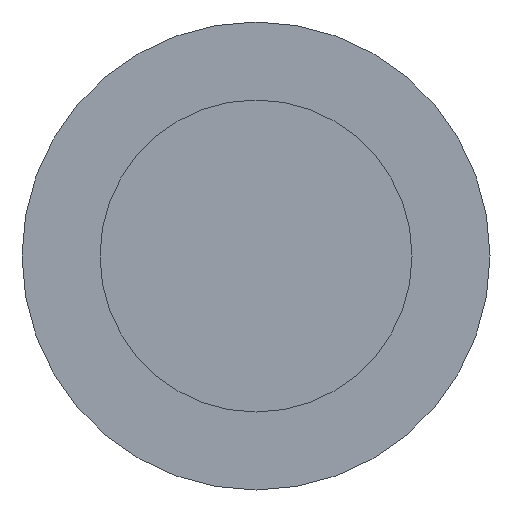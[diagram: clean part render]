
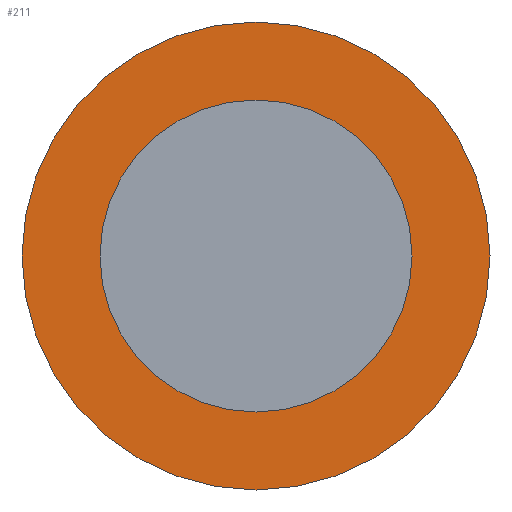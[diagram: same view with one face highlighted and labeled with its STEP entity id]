
A CAD part, front view. The second image highlights one B-rep face of the part: STEP entity #211.
In plain terms, the highlighted planar face has unit normal (0, -1, 0).
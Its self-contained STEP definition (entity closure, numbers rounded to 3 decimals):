
#4 = CARTESIAN_POINT ( 'NONE',  ( 0., -1., 1. ) ) ;
#5 = EDGE_LOOP ( 'NONE', ( #23, #161 ) ) ;
#10 = DIRECTION ( 'NONE',  ( 0., 1., 0. ) ) ;
#23 = ORIENTED_EDGE ( 'NONE', *, *, #205, .F. ) ;
#25 = DIRECTION ( 'NONE',  ( 0., 1., 0. ) ) ;
#34 = CIRCLE ( 'NONE', #53, 1.5 ) ;
#35 = AXIS2_PLACEMENT_3D ( 'NONE', #139, #160, #86 ) ;
#44 = DIRECTION ( 'NONE',  ( 0., 0., -1. ) ) ;
#46 = VERTEX_POINT ( 'NONE', #244 ) ;
#51 = VERTEX_POINT ( 'NONE', #4 ) ;
#52 = EDGE_CURVE ( 'NONE', #194, #46, #183, .T. ) ;
#53 = AXIS2_PLACEMENT_3D ( 'NONE', #249, #10, #185 ) ;
#66 = FACE_BOUND ( 'NONE', #5, .T. ) ;
#67 = CIRCLE ( 'NONE', #35, 1. ) ;
#81 = DIRECTION ( 'NONE',  ( 0., 1., 0. ) ) ;
#83 = CARTESIAN_POINT ( 'NONE',  ( 0., -1., -1. ) ) ;
#86 = DIRECTION ( 'NONE',  ( 0., 0., -1. ) ) ;
#89 = EDGE_CURVE ( 'NONE', #46, #194, #34, .T. ) ;
#90 = PLANE ( 'NONE',  #166 ) ;
#102 = CARTESIAN_POINT ( 'NONE',  ( 0., -1., 1.5 ) ) ;
#103 = AXIS2_PLACEMENT_3D ( 'NONE', #158, #240, #44 ) ;
#122 = CARTESIAN_POINT ( 'NONE',  ( 0., -1., 0. ) ) ;
#139 = CARTESIAN_POINT ( 'NONE',  ( 0., -1., 0. ) ) ;
#148 = CARTESIAN_POINT ( 'NONE',  ( 0., -1., 0. ) ) ;
#154 = ORIENTED_EDGE ( 'NONE', *, *, #52, .F. ) ;
#158 = CARTESIAN_POINT ( 'NONE',  ( 0., -1., 0. ) ) ;
#160 = DIRECTION ( 'NONE',  ( 0., -1., 0. ) ) ;
#161 = ORIENTED_EDGE ( 'NONE', *, *, #171, .F. ) ;
#166 = AXIS2_PLACEMENT_3D ( 'NONE', #148, #25, #167 ) ;
#167 = DIRECTION ( 'NONE',  ( 0., 0., 1. ) ) ;
#171 = EDGE_CURVE ( 'NONE', #181, #51, #67, .T. ) ;
#176 = EDGE_LOOP ( 'NONE', ( #154, #239 ) ) ;
#181 = VERTEX_POINT ( 'NONE', #83 ) ;
#183 = CIRCLE ( 'NONE', #243, 1.5 ) ;
#185 = DIRECTION ( 'NONE',  ( 0., 0., 1. ) ) ;
#192 = CIRCLE ( 'NONE', #103, 1. ) ;
#194 = VERTEX_POINT ( 'NONE', #102 ) ;
#205 = EDGE_CURVE ( 'NONE', #51, #181, #192, .T. ) ;
#207 = FACE_OUTER_BOUND ( 'NONE', #176, .T. ) ;
#211 = ADVANCED_FACE ( 'NONE', ( #66, #207 ), #90, .F. ) ;
#223 = DIRECTION ( 'NONE',  ( 0., 0., 1. ) ) ;
#239 = ORIENTED_EDGE ( 'NONE', *, *, #89, .F. ) ;
#240 = DIRECTION ( 'NONE',  ( 0., -1., 0. ) ) ;
#243 = AXIS2_PLACEMENT_3D ( 'NONE', #122, #81, #223 ) ;
#244 = CARTESIAN_POINT ( 'NONE',  ( 0., -1., -1.5 ) ) ;
#249 = CARTESIAN_POINT ( 'NONE',  ( 0., -1., 0. ) ) ;
